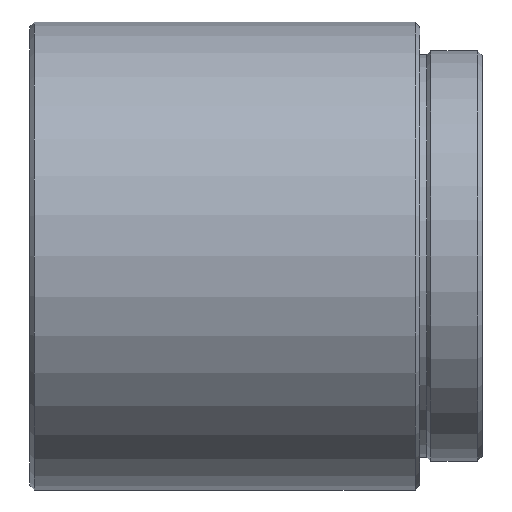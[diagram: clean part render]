
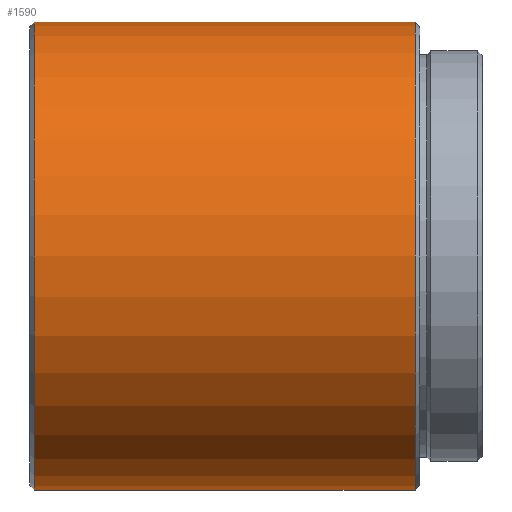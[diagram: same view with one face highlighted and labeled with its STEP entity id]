
A CAD part, front view. The second image highlights one B-rep face of the part: STEP entity #1590.
In plain terms, the highlighted cylindrical face has radius 15 mm (diameter 30 mm), a partial arc.
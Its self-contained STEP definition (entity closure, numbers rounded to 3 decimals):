
#27 = AXIS2_PLACEMENT_3D ( 'NONE', #333, #1469, #318 ) ;
#192 = DIRECTION ( 'NONE',  ( -1., 0., 0. ) ) ;
#207 = EDGE_CURVE ( 'NONE', #1428, #378, #600, .T. ) ;
#287 = ORIENTED_EDGE ( 'NONE', *, *, #1648, .F. ) ;
#318 = DIRECTION ( 'NONE',  ( 0., 0., -1. ) ) ;
#333 = CARTESIAN_POINT ( 'NONE',  ( 12.2, 0., 0. ) ) ;
#360 = VECTOR ( 'NONE', #651, 1000. ) ;
#378 = VERTEX_POINT ( 'NONE', #1699 ) ;
#389 = CARTESIAN_POINT ( 'NONE',  ( -12.2, 0., 15. ) ) ;
#422 = DIRECTION ( 'NONE',  ( 0., 0., 1. ) ) ;
#448 = VERTEX_POINT ( 'NONE', #1575 ) ;
#463 = EDGE_CURVE ( 'NONE', #1631, #448, #619, .T. ) ;
#538 = ORIENTED_EDGE ( 'NONE', *, *, #207, .T. ) ;
#552 = FACE_OUTER_BOUND ( 'NONE', #1065, .T. ) ;
#588 = CARTESIAN_POINT ( 'NONE',  ( 12.5, 0., 0. ) ) ;
#600 = CIRCLE ( 'NONE', #636, 15. ) ;
#619 = CIRCLE ( 'NONE', #27, 15. ) ;
#636 = AXIS2_PLACEMENT_3D ( 'NONE', #933, #1503, #1808 ) ;
#651 = DIRECTION ( 'NONE',  ( -1., 0., 0. ) ) ;
#736 = VECTOR ( 'NONE', #192, 1000. ) ;
#779 = CYLINDRICAL_SURFACE ( 'NONE', #830, 15. ) ;
#830 = AXIS2_PLACEMENT_3D ( 'NONE', #588, #1284, #422 ) ;
#883 = CARTESIAN_POINT ( 'NONE',  ( 12.2, 0., -15. ) ) ;
#933 = CARTESIAN_POINT ( 'NONE',  ( -12.2, 0., 0. ) ) ;
#998 = LINE ( 'NONE', #1019, #736 ) ;
#1019 = CARTESIAN_POINT ( 'NONE',  ( 12.5, 0., -15. ) ) ;
#1065 = EDGE_LOOP ( 'NONE', ( #287, #1231, #1324, #538 ) ) ;
#1151 = LINE ( 'NONE', #1637, #360 ) ;
#1211 = EDGE_CURVE ( 'NONE', #448, #1428, #1151, .T. ) ;
#1231 = ORIENTED_EDGE ( 'NONE', *, *, #463, .T. ) ;
#1284 = DIRECTION ( 'NONE',  ( -1., 0., 0. ) ) ;
#1324 = ORIENTED_EDGE ( 'NONE', *, *, #1211, .T. ) ;
#1428 = VERTEX_POINT ( 'NONE', #389 ) ;
#1469 = DIRECTION ( 'NONE',  ( -1., 0., 0. ) ) ;
#1503 = DIRECTION ( 'NONE',  ( 1., 0., 0. ) ) ;
#1575 = CARTESIAN_POINT ( 'NONE',  ( 12.2, 0., 15. ) ) ;
#1590 = ADVANCED_FACE ( 'NONE', ( #552 ), #779, .T. ) ;
#1631 = VERTEX_POINT ( 'NONE', #883 ) ;
#1637 = CARTESIAN_POINT ( 'NONE',  ( 12.5, 0., 15. ) ) ;
#1648 = EDGE_CURVE ( 'NONE', #1631, #378, #998, .T. ) ;
#1699 = CARTESIAN_POINT ( 'NONE',  ( -12.2, 0., -15. ) ) ;
#1808 = DIRECTION ( 'NONE',  ( 0., 0., -1. ) ) ;
